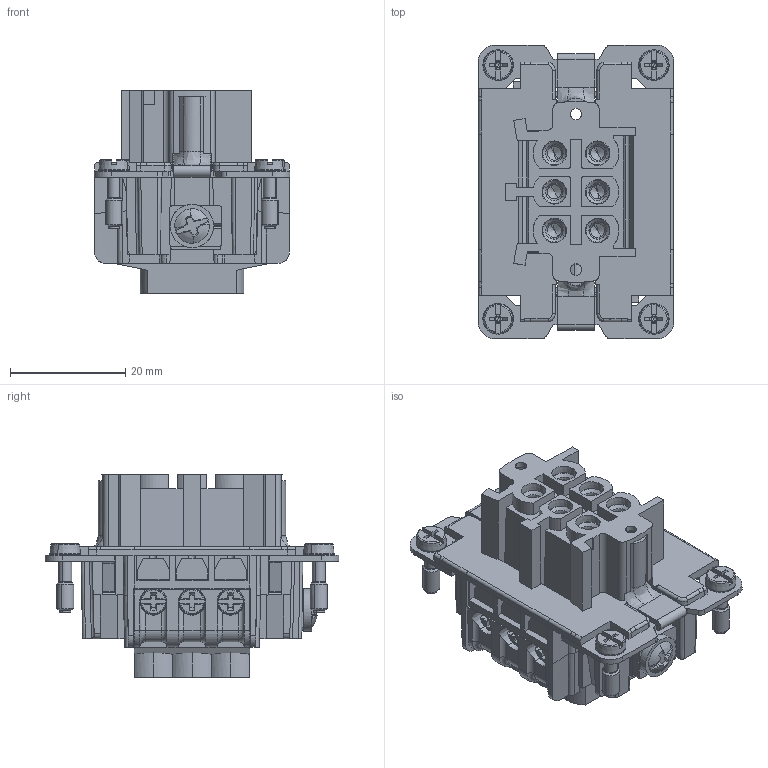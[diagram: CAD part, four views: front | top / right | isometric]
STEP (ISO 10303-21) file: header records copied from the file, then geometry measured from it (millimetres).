
FILE_DESCRIPTION(('CATIA V5 STEP Exchange','CAx-IF Rec.Pracs.--- Model Styling and Organization---1.4--- 2014-01-23'),'2;1');
FILE_NAME ('13500386_5', '2019-10-28T09:10:05+00:00', ('none'), ('Weidmueller'), 'CATIA Version 5-6 Release 2016 SP3 HF44', 'CATIA V5 STEP AP214', 'none');
FILE_SCHEMA(('AUTOMOTIVE_DESIGN { 1 0 10303 214 1 1 1 1 }'));
Products named in the file (1): 1200200000
Bounding box: 34 x 51 x 35.2 mm (x, y, z)
Volume: 22170.7 mm3; surface area: 16642 mm2
Topology: 1 solids, 8 shells, 1919 faces, 5567 edges, 3635 vertices
Faces by surface type: plane 1164, cylinder 366, cone 219, torus 88, extrusion 46, bspline 24, revolution 8, sphere 4
Entity records: 64478 total; most frequent: CARTESIAN_POINT 18436, ORIENTED_EDGE 11060, DIRECTION 7112, EDGE_CURVE 5530, VECTOR 3648, VERTEX_POINT 3635, LINE 3602, AXIS2_PLACEMENT_3D 2235
